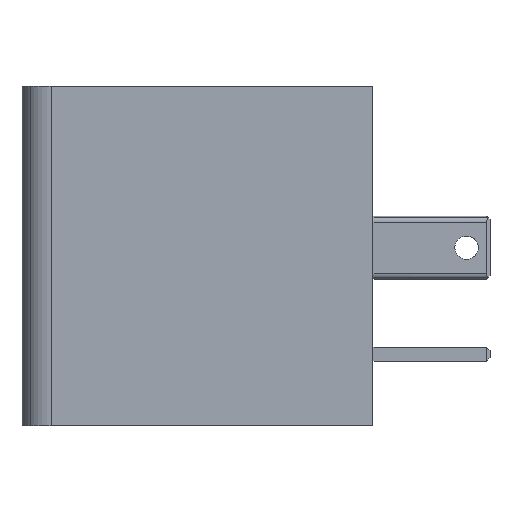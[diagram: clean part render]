
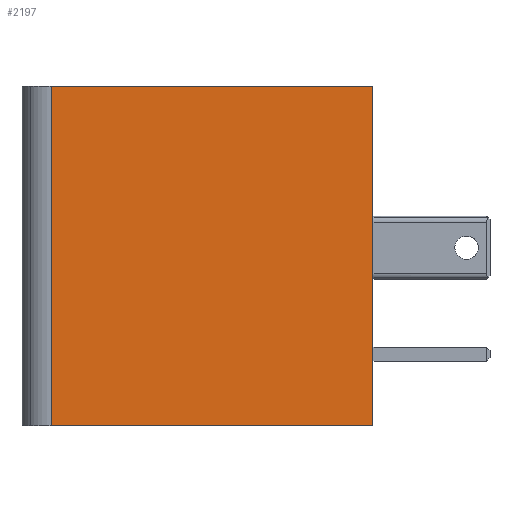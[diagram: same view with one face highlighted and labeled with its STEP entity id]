
A CAD part, left-side view. The second image highlights one B-rep face of the part: STEP entity #2197.
In plain terms, the highlighted planar face has unit normal (-1, 0, 0).
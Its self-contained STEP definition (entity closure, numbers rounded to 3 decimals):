
#151=CARTESIAN_POINT('',(-10.85,11.5,-14.75));
#152=VERTEX_POINT('',#151);
#160=CARTESIAN_POINT('',(-10.85,11.5,14.25));
#161=VERTEX_POINT('',#160);
#162=CARTESIAN_POINT('',(-10.85,11.5,-14.75));
#163=DIRECTION('',(0.0,0.0,1.0));
#164=VECTOR('',#163,29.0);
#165=LINE('',#162,#164);
#166=EDGE_CURVE('',#152,#161,#165,.T.);
#2126=CARTESIAN_POINT('',(-10.85,-16.0,14.25));
#2127=VERTEX_POINT('',#2126);
#2128=CARTESIAN_POINT('',(-10.85,-16.0,14.25));
#2129=DIRECTION('',(0.0,1.0,0.0));
#2130=VECTOR('',#2129,27.5);
#2131=LINE('',#2128,#2130);
#2132=EDGE_CURVE('',#2127,#161,#2131,.T.);
#2174=CARTESIAN_POINT('',(-10.85,-16.0,-14.75));
#2175=DIRECTION('',(-1.0,0.0,0.0));
#2176=DIRECTION('',(0.0,0.0,1.0));
#2177=AXIS2_PLACEMENT_3D('',#2174,#2175,#2176);
#2178=PLANE('',#2177);
#2179=ORIENTED_EDGE('',*,*,#166,.F.);
#2180=CARTESIAN_POINT('',(-10.85,-16.0,-14.75));
#2181=VERTEX_POINT('',#2180);
#2182=CARTESIAN_POINT('',(-10.85,11.5,-14.75));
#2183=DIRECTION('',(0.0,-1.0,0.0));
#2184=VECTOR('',#2183,27.5);
#2185=LINE('',#2182,#2184);
#2186=EDGE_CURVE('',#152,#2181,#2185,.T.);
#2187=ORIENTED_EDGE('',*,*,#2186,.T.);
#2188=CARTESIAN_POINT('',(-10.85,-16.0,-14.75));
#2189=DIRECTION('',(0.0,0.0,1.0));
#2190=VECTOR('',#2189,29.0);
#2191=LINE('',#2188,#2190);
#2192=EDGE_CURVE('',#2181,#2127,#2191,.T.);
#2193=ORIENTED_EDGE('',*,*,#2192,.T.);
#2194=ORIENTED_EDGE('',*,*,#2132,.T.);
#2195=EDGE_LOOP('',(#2179,#2187,#2193,#2194));
#2196=FACE_OUTER_BOUND('',#2195,.T.);
#2197=ADVANCED_FACE('',(#2196),#2178,.T.);
